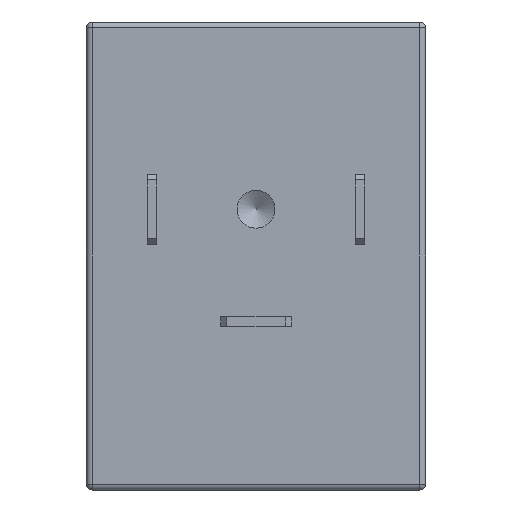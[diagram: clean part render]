
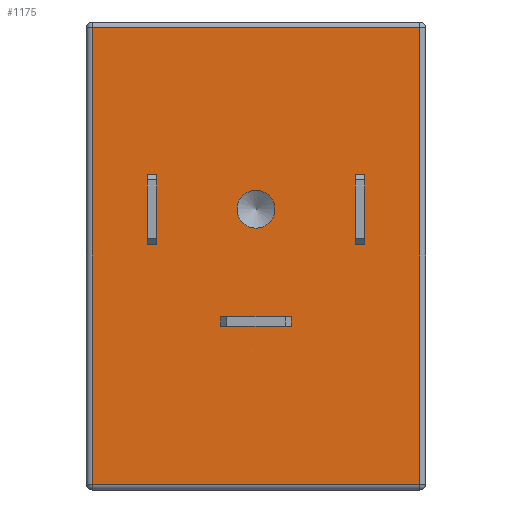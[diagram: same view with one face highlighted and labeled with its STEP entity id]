
A CAD part, front view. The second image highlights one B-rep face of the part: STEP entity #1175.
In plain terms, the highlighted planar face has unit normal (0, -1, 0).
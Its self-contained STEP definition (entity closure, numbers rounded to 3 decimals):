
#46=LINE('',#1576,#124);
#47=LINE('',#1579,#125);
#48=LINE('',#1581,#126);
#49=LINE('',#1583,#127);
#50=LINE('',#1584,#128);
#51=LINE('',#1587,#129);
#52=LINE('',#1589,#130);
#53=LINE('',#1591,#131);
#54=LINE('',#1592,#132);
#55=LINE('',#1595,#133);
#56=LINE('',#1597,#134);
#57=LINE('',#1599,#135);
#58=LINE('',#1600,#136);
#59=LINE('',#1603,#137);
#60=LINE('',#1605,#138);
#61=LINE('',#1607,#139);
#124=VECTOR('',#1326,1000.);
#125=VECTOR('',#1327,1000.);
#126=VECTOR('',#1328,1000.);
#127=VECTOR('',#1329,1000.);
#128=VECTOR('',#1330,1000.);
#129=VECTOR('',#1331,1000.);
#130=VECTOR('',#1332,1000.);
#131=VECTOR('',#1333,1000.);
#132=VECTOR('',#1334,1000.);
#133=VECTOR('',#1335,1000.);
#134=VECTOR('',#1336,1000.);
#135=VECTOR('',#1337,1000.);
#136=VECTOR('',#1338,1000.);
#137=VECTOR('',#1339,1000.);
#138=VECTOR('',#1340,1000.);
#139=VECTOR('',#1341,1000.);
#202=ORIENTED_EDGE('',*,*,#422,.T.);
#203=ORIENTED_EDGE('',*,*,#423,.T.);
#204=ORIENTED_EDGE('',*,*,#424,.T.);
#205=ORIENTED_EDGE('',*,*,#425,.T.);
#206=ORIENTED_EDGE('',*,*,#426,.T.);
#207=ORIENTED_EDGE('',*,*,#427,.F.);
#208=ORIENTED_EDGE('',*,*,#428,.F.);
#209=ORIENTED_EDGE('',*,*,#429,.F.);
#210=ORIENTED_EDGE('',*,*,#430,.F.);
#211=ORIENTED_EDGE('',*,*,#431,.F.);
#212=ORIENTED_EDGE('',*,*,#432,.F.);
#213=ORIENTED_EDGE('',*,*,#433,.F.);
#214=ORIENTED_EDGE('',*,*,#434,.F.);
#215=ORIENTED_EDGE('',*,*,#435,.F.);
#216=ORIENTED_EDGE('',*,*,#436,.F.);
#217=ORIENTED_EDGE('',*,*,#437,.F.);
#218=ORIENTED_EDGE('',*,*,#438,.F.);
#422=EDGE_CURVE('',#532,#532,#601,.T.);
#423=EDGE_CURVE('',#533,#534,#46,.T.);
#424=EDGE_CURVE('',#534,#535,#47,.T.);
#425=EDGE_CURVE('',#535,#536,#48,.F.);
#426=EDGE_CURVE('',#536,#533,#49,.F.);
#427=EDGE_CURVE('',#537,#538,#50,.T.);
#428=EDGE_CURVE('',#539,#537,#51,.T.);
#429=EDGE_CURVE('',#540,#539,#52,.T.);
#430=EDGE_CURVE('',#538,#540,#53,.T.);
#431=EDGE_CURVE('',#541,#542,#54,.T.);
#432=EDGE_CURVE('',#543,#541,#55,.T.);
#433=EDGE_CURVE('',#544,#543,#56,.T.);
#434=EDGE_CURVE('',#542,#544,#57,.T.);
#435=EDGE_CURVE('',#545,#546,#58,.T.);
#436=EDGE_CURVE('',#547,#545,#59,.T.);
#437=EDGE_CURVE('',#548,#547,#60,.T.);
#438=EDGE_CURVE('',#546,#548,#61,.T.);
#532=VERTEX_POINT('',#1575);
#533=VERTEX_POINT('',#1577);
#534=VERTEX_POINT('',#1578);
#535=VERTEX_POINT('',#1580);
#536=VERTEX_POINT('',#1582);
#537=VERTEX_POINT('',#1585);
#538=VERTEX_POINT('',#1586);
#539=VERTEX_POINT('',#1588);
#540=VERTEX_POINT('',#1590);
#541=VERTEX_POINT('',#1593);
#542=VERTEX_POINT('',#1594);
#543=VERTEX_POINT('',#1596);
#544=VERTEX_POINT('',#1598);
#545=VERTEX_POINT('',#1601);
#546=VERTEX_POINT('',#1602);
#547=VERTEX_POINT('',#1604);
#548=VERTEX_POINT('',#1606);
#601=CIRCLE('',#1235,1.621);
#633=EDGE_LOOP('',(#202));
#634=EDGE_LOOP('',(#203,#204,#205,#206));
#635=EDGE_LOOP('',(#207,#208,#209,#210));
#636=EDGE_LOOP('',(#211,#212,#213,#214));
#637=EDGE_LOOP('',(#215,#216,#217,#218));
#699=FACE_BOUND('',#633,.T.);
#700=FACE_BOUND('',#634,.T.);
#701=FACE_BOUND('',#635,.T.);
#702=FACE_BOUND('',#636,.T.);
#703=FACE_BOUND('',#637,.T.);
#766=PLANE('',#1234);
#1175=ADVANCED_FACE('',(#699,#700,#701,#702,#703),#766,.F.);
#1234=AXIS2_PLACEMENT_3D('',#1573,#1322,#1323);
#1235=AXIS2_PLACEMENT_3D('',#1574,#1324,#1325);
#1322=DIRECTION('',(0.,1.,0.));
#1323=DIRECTION('',(-1.,0.,0.));
#1324=DIRECTION('',(0.,1.,0.));
#1325=DIRECTION('',(1.,0.,0.));
#1326=DIRECTION('',(0.,0.,-1.));
#1327=DIRECTION('',(1.,0.,0.));
#1328=DIRECTION('',(0.,0.,-1.));
#1329=DIRECTION('',(1.,0.,0.));
#1330=DIRECTION('',(0.,0.,-1.));
#1331=DIRECTION('',(-1.,0.,0.));
#1332=DIRECTION('',(0.,0.,1.));
#1333=DIRECTION('',(1.,0.,0.));
#1334=DIRECTION('',(0.,0.,-1.));
#1335=DIRECTION('',(-1.,0.,0.));
#1336=DIRECTION('',(0.,0.,1.));
#1337=DIRECTION('',(1.,0.,0.));
#1338=DIRECTION('',(0.,0.,-1.));
#1339=DIRECTION('',(-1.,0.,0.));
#1340=DIRECTION('',(0.,0.,1.));
#1341=DIRECTION('',(1.,0.,0.));
#1573=CARTESIAN_POINT('',(-14.5,-18.75,20.));
#1574=CARTESIAN_POINT('',(0.,-18.75,4.));
#1575=CARTESIAN_POINT('',(1.621,-18.75,4.));
#1576=CARTESIAN_POINT('',(-14.,-18.75,20.));
#1577=CARTESIAN_POINT('',(-14.,-18.75,19.5));
#1578=CARTESIAN_POINT('',(-14.,-18.75,-19.5));
#1579=CARTESIAN_POINT('',(14.5,-18.75,-19.5));
#1580=CARTESIAN_POINT('',(14.,-18.75,-19.5));
#1581=CARTESIAN_POINT('',(14.,-18.75,20.));
#1582=CARTESIAN_POINT('',(14.,-18.75,19.5));
#1583=CARTESIAN_POINT('',(-14.5,-18.75,19.5));
#1584=CARTESIAN_POINT('',(-9.3,-18.75,7.));
#1585=CARTESIAN_POINT('',(-9.3,-18.75,7.));
#1586=CARTESIAN_POINT('',(-9.3,-18.75,1.));
#1587=CARTESIAN_POINT('',(-8.5,-18.75,7.));
#1588=CARTESIAN_POINT('',(-8.5,-18.75,7.));
#1589=CARTESIAN_POINT('',(-8.5,-18.75,1.));
#1590=CARTESIAN_POINT('',(-8.5,-18.75,1.));
#1591=CARTESIAN_POINT('',(-9.3,-18.75,1.));
#1592=CARTESIAN_POINT('',(8.5,-18.75,7.));
#1593=CARTESIAN_POINT('',(8.5,-18.75,7.));
#1594=CARTESIAN_POINT('',(8.5,-18.75,1.));
#1595=CARTESIAN_POINT('',(9.3,-18.75,7.));
#1596=CARTESIAN_POINT('',(9.3,-18.75,7.));
#1597=CARTESIAN_POINT('',(9.3,-18.75,1.));
#1598=CARTESIAN_POINT('',(9.3,-18.75,1.));
#1599=CARTESIAN_POINT('',(8.5,-18.75,1.));
#1600=CARTESIAN_POINT('',(-3.,-18.75,-5.2));
#1601=CARTESIAN_POINT('',(-3.,-18.75,-5.2));
#1602=CARTESIAN_POINT('',(-3.,-18.75,-6.));
#1603=CARTESIAN_POINT('',(3.,-18.75,-5.2));
#1604=CARTESIAN_POINT('',(3.,-18.75,-5.2));
#1605=CARTESIAN_POINT('',(3.,-18.75,-6.));
#1606=CARTESIAN_POINT('',(3.,-18.75,-6.));
#1607=CARTESIAN_POINT('',(-3.,-18.75,-6.));
